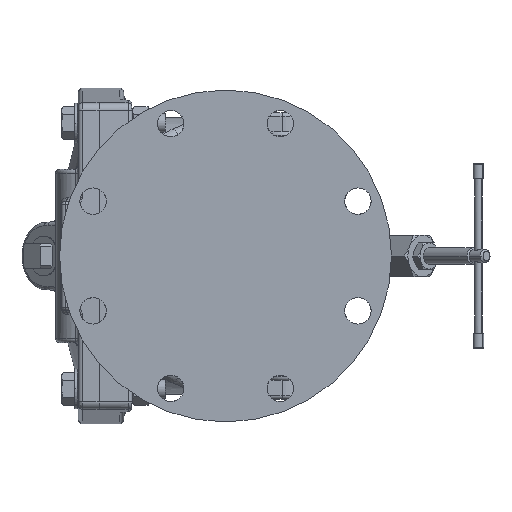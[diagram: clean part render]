
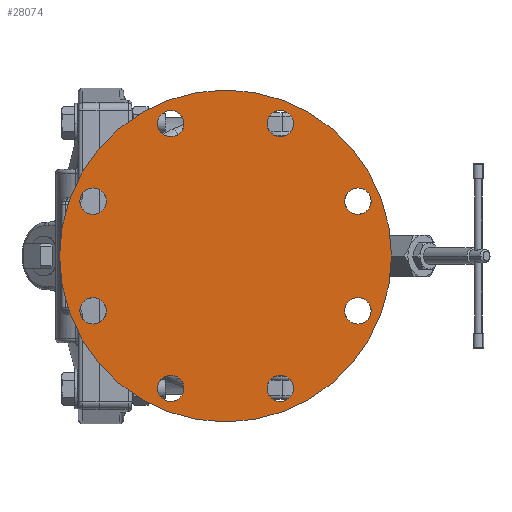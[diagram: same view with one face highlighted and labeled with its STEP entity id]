
A CAD part, left-side view. The second image highlights one B-rep face of the part: STEP entity #28074.
In plain terms, the highlighted planar face has unit normal (-1, 0, 0).
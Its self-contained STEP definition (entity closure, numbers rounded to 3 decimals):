
#1=CARTESIAN_POINT('',(-7.,-4.388,1.818));
#2=DIRECTION('',(1.,0.,0.));
#3=DIRECTION('',(0.,0.,-1.));
#4=AXIS2_PLACEMENT_3D('',#1,#2,#3);
#6=CARTESIAN_POINT('',(-7.,-4.388,1.818));
#7=DIRECTION('',(1.,0.,0.));
#8=DIRECTION('',(0.,0.,1.));
#9=AXIS2_PLACEMENT_3D('',#6,#7,#8);
#11=CARTESIAN_POINT('',(-7.,-1.818,4.388));
#12=DIRECTION('',(1.,0.,0.));
#13=DIRECTION('',(0.,0.,-1.));
#14=AXIS2_PLACEMENT_3D('',#11,#12,#13);
#16=CARTESIAN_POINT('',(-7.,-1.818,4.388));
#17=DIRECTION('',(1.,0.,0.));
#18=DIRECTION('',(0.,0.,1.));
#19=AXIS2_PLACEMENT_3D('',#16,#17,#18);
#21=CARTESIAN_POINT('',(-7.,1.818,-4.388));
#22=DIRECTION('',(1.,0.,0.));
#23=DIRECTION('',(0.,0.,-1.));
#24=AXIS2_PLACEMENT_3D('',#21,#22,#23);
#26=CARTESIAN_POINT('',(-7.,1.818,-4.388));
#27=DIRECTION('',(1.,0.,0.));
#28=DIRECTION('',(0.,0.,1.));
#29=AXIS2_PLACEMENT_3D('',#26,#27,#28);
#31=CARTESIAN_POINT('',(-7.,4.388,-1.818));
#32=DIRECTION('',(1.,0.,0.));
#33=DIRECTION('',(0.,0.,-1.));
#34=AXIS2_PLACEMENT_3D('',#31,#32,#33);
#36=CARTESIAN_POINT('',(-7.,4.388,-1.818));
#37=DIRECTION('',(1.,0.,0.));
#38=DIRECTION('',(0.,0.,1.));
#39=AXIS2_PLACEMENT_3D('',#36,#37,#38);
#41=CARTESIAN_POINT('',(-7.,1.818,4.388));
#42=DIRECTION('',(1.,0.,0.));
#43=DIRECTION('',(0.,0.,-1.));
#44=AXIS2_PLACEMENT_3D('',#41,#42,#43);
#46=CARTESIAN_POINT('',(-7.,1.818,4.388));
#47=DIRECTION('',(1.,0.,0.));
#48=DIRECTION('',(0.,0.,1.));
#49=AXIS2_PLACEMENT_3D('',#46,#47,#48);
#51=CARTESIAN_POINT('',(-7.,-1.818,-4.388));
#52=DIRECTION('',(1.,0.,0.));
#53=DIRECTION('',(0.,0.,-1.));
#54=AXIS2_PLACEMENT_3D('',#51,#52,#53);
#56=CARTESIAN_POINT('',(-7.,-1.818,-4.388));
#57=DIRECTION('',(1.,0.,0.));
#58=DIRECTION('',(0.,0.,1.));
#59=AXIS2_PLACEMENT_3D('',#56,#57,#58);
#61=CARTESIAN_POINT('',(-7.,-4.388,-1.818));
#62=DIRECTION('',(1.,0.,0.));
#63=DIRECTION('',(0.,0.,-1.));
#64=AXIS2_PLACEMENT_3D('',#61,#62,#63);
#66=CARTESIAN_POINT('',(-7.,-4.388,-1.818));
#67=DIRECTION('',(1.,0.,0.));
#68=DIRECTION('',(0.,0.,1.));
#69=AXIS2_PLACEMENT_3D('',#66,#67,#68);
#71=CARTESIAN_POINT('',(-7.,4.388,1.818));
#72=DIRECTION('',(1.,0.,0.));
#73=DIRECTION('',(0.,0.,-1.));
#74=AXIS2_PLACEMENT_3D('',#71,#72,#73);
#76=CARTESIAN_POINT('',(-7.,4.388,1.818));
#77=DIRECTION('',(1.,0.,0.));
#78=DIRECTION('',(0.,0.,1.));
#79=AXIS2_PLACEMENT_3D('',#76,#77,#78);
#81=CARTESIAN_POINT('',(-7.,0.,0.));
#82=DIRECTION('',(1.,0.,0.));
#83=DIRECTION('',(0.,1.,0.));
#84=AXIS2_PLACEMENT_3D('',#81,#82,#83);
#91=CARTESIAN_POINT('',(-7.,0.,0.));
#92=DIRECTION('',(1.,0.,0.));
#93=DIRECTION('',(0.,-1.,0.));
#94=AXIS2_PLACEMENT_3D('',#91,#92,#93);
#26612=CARTESIAN_POINT('',(-7.,5.5,0.));
#26613=CARTESIAN_POINT('',(-7.,-5.5,0.));
#26614=VERTEX_POINT('',#26612);
#26615=VERTEX_POINT('',#26613);
#27951=CARTESIAN_POINT('',(-7.,-4.388,1.38));
#27953=VERTEX_POINT('',#27951);
#27955=CARTESIAN_POINT('',(-7.,-4.388,2.255));
#27957=VERTEX_POINT('',#27955);
#27959=CARTESIAN_POINT('',(-7.,-1.818,3.951));
#27961=VERTEX_POINT('',#27959);
#27963=CARTESIAN_POINT('',(-7.,-1.818,4.826));
#27965=VERTEX_POINT('',#27963);
#27967=CARTESIAN_POINT('',(-7.,1.818,-4.826));
#27969=VERTEX_POINT('',#27967);
#27971=CARTESIAN_POINT('',(-7.,1.818,-3.951));
#27973=VERTEX_POINT('',#27971);
#27975=CARTESIAN_POINT('',(-7.,4.388,-2.255));
#27977=VERTEX_POINT('',#27975);
#27979=CARTESIAN_POINT('',(-7.,4.388,-1.38));
#27981=VERTEX_POINT('',#27979);
#27983=CARTESIAN_POINT('',(-7.,1.818,3.951));
#27985=VERTEX_POINT('',#27983);
#27987=CARTESIAN_POINT('',(-7.,1.818,4.826));
#27989=VERTEX_POINT('',#27987);
#27991=CARTESIAN_POINT('',(-7.,-1.818,-4.826));
#27993=VERTEX_POINT('',#27991);
#27995=CARTESIAN_POINT('',(-7.,-1.818,-3.951));
#27997=VERTEX_POINT('',#27995);
#27999=CARTESIAN_POINT('',(-7.,-4.388,-2.255));
#28001=VERTEX_POINT('',#27999);
#28003=CARTESIAN_POINT('',(-7.,-4.388,-1.38));
#28005=VERTEX_POINT('',#28003);
#28007=CARTESIAN_POINT('',(-7.,4.388,1.38));
#28009=VERTEX_POINT('',#28007);
#28011=CARTESIAN_POINT('',(-7.,4.388,2.255));
#28013=VERTEX_POINT('',#28011);
#28015=CARTESIAN_POINT('',(-7.,-5.5,-6.375));
#28016=DIRECTION('',(1.,0.,0.));
#28017=DIRECTION('',(0.,1.,0.));
#28018=AXIS2_PLACEMENT_3D('',#28015,#28016,#28017);
#28019=PLANE('',#28018);
#28021=ORIENTED_EDGE('',*,*,#28020,.T.);
#28023=ORIENTED_EDGE('',*,*,#28022,.T.);
#28024=EDGE_LOOP('',(#28021,#28023));
#28025=FACE_OUTER_BOUND('',#28024,.F.);
#28027=ORIENTED_EDGE('',*,*,#28026,.F.);
#28029=ORIENTED_EDGE('',*,*,#28028,.F.);
#28030=EDGE_LOOP('',(#28027,#28029));
#28031=FACE_BOUND('',#28030,.F.);
#28033=ORIENTED_EDGE('',*,*,#28032,.F.);
#28035=ORIENTED_EDGE('',*,*,#28034,.F.);
#28036=EDGE_LOOP('',(#28033,#28035));
#28037=FACE_BOUND('',#28036,.F.);
#28039=ORIENTED_EDGE('',*,*,#28038,.F.);
#28041=ORIENTED_EDGE('',*,*,#28040,.F.);
#28042=EDGE_LOOP('',(#28039,#28041));
#28043=FACE_BOUND('',#28042,.F.);
#28045=ORIENTED_EDGE('',*,*,#28044,.F.);
#28047=ORIENTED_EDGE('',*,*,#28046,.F.);
#28048=EDGE_LOOP('',(#28045,#28047));
#28049=FACE_BOUND('',#28048,.F.);
#28051=ORIENTED_EDGE('',*,*,#28050,.F.);
#28053=ORIENTED_EDGE('',*,*,#28052,.F.);
#28054=EDGE_LOOP('',(#28051,#28053));
#28055=FACE_BOUND('',#28054,.F.);
#28057=ORIENTED_EDGE('',*,*,#28056,.F.);
#28059=ORIENTED_EDGE('',*,*,#28058,.F.);
#28060=EDGE_LOOP('',(#28057,#28059));
#28061=FACE_BOUND('',#28060,.F.);
#28063=ORIENTED_EDGE('',*,*,#28062,.F.);
#28065=ORIENTED_EDGE('',*,*,#28064,.F.);
#28066=EDGE_LOOP('',(#28063,#28065));
#28067=FACE_BOUND('',#28066,.F.);
#28069=ORIENTED_EDGE('',*,*,#28068,.F.);
#28071=ORIENTED_EDGE('',*,*,#28070,.F.);
#28072=EDGE_LOOP('',(#28069,#28071));
#28073=FACE_BOUND('',#28072,.F.);
#28074=ADVANCED_FACE('',(#28025,#28031,#28037,#28043,#28049,#28055,#28061,
#28067,#28073),#28019,.F.);
#5=CIRCLE('',#4,0.438);
#10=CIRCLE('',#9,0.438);
#15=CIRCLE('',#14,0.438);
#20=CIRCLE('',#19,0.438);
#25=CIRCLE('',#24,0.438);
#30=CIRCLE('',#29,0.438);
#35=CIRCLE('',#34,0.438);
#40=CIRCLE('',#39,0.438);
#45=CIRCLE('',#44,0.438);
#50=CIRCLE('',#49,0.438);
#55=CIRCLE('',#54,0.438);
#60=CIRCLE('',#59,0.438);
#65=CIRCLE('',#64,0.438);
#70=CIRCLE('',#69,0.438);
#75=CIRCLE('',#74,0.438);
#80=CIRCLE('',#79,0.438);
#85=CIRCLE('',#84,5.5);
#95=CIRCLE('',#94,5.5);
#28020=EDGE_CURVE('',#26614,#26615,#85,.T.);
#28022=EDGE_CURVE('',#26615,#26614,#95,.T.);
#28026=EDGE_CURVE('',#27953,#27957,#5,.T.);
#28028=EDGE_CURVE('',#27957,#27953,#10,.T.);
#28032=EDGE_CURVE('',#27961,#27965,#15,.T.);
#28034=EDGE_CURVE('',#27965,#27961,#20,.T.);
#28038=EDGE_CURVE('',#27969,#27973,#25,.T.);
#28040=EDGE_CURVE('',#27973,#27969,#30,.T.);
#28044=EDGE_CURVE('',#27977,#27981,#35,.T.);
#28046=EDGE_CURVE('',#27981,#27977,#40,.T.);
#28050=EDGE_CURVE('',#27985,#27989,#45,.T.);
#28052=EDGE_CURVE('',#27989,#27985,#50,.T.);
#28056=EDGE_CURVE('',#27993,#27997,#55,.T.);
#28058=EDGE_CURVE('',#27997,#27993,#60,.T.);
#28062=EDGE_CURVE('',#28001,#28005,#65,.T.);
#28064=EDGE_CURVE('',#28005,#28001,#70,.T.);
#28068=EDGE_CURVE('',#28009,#28013,#75,.T.);
#28070=EDGE_CURVE('',#28013,#28009,#80,.T.);
